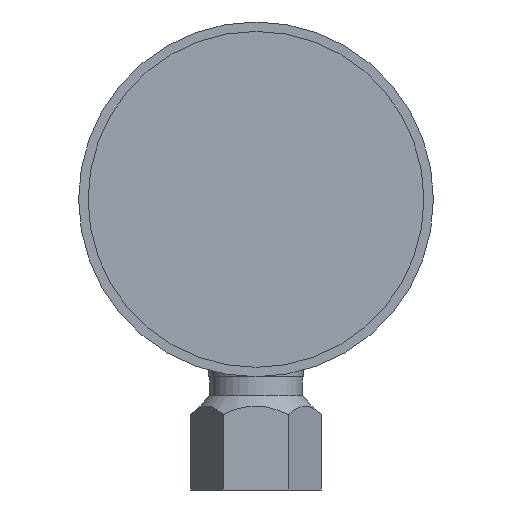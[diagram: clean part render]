
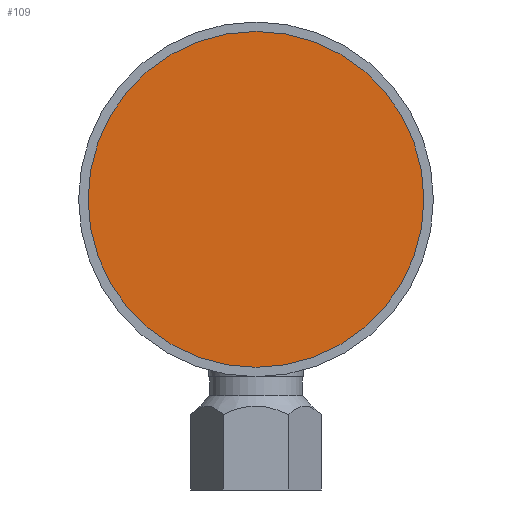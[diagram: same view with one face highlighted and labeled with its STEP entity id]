
A CAD part, front view. The second image highlights one B-rep face of the part: STEP entity #109.
In plain terms, the highlighted planar face has unit normal (0, -1, 0).
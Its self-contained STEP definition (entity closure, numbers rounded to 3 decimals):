
#109 = ADVANCED_FACE( '', ( #229 ), #230, .F. );
#229 = FACE_OUTER_BOUND( '', #343, .T. );
#230 = PLANE( '', #344 );
#343 = EDGE_LOOP( '', ( #523 ) );
#344 = AXIS2_PLACEMENT_3D( '', #524, #525, #526 );
#523 = ORIENTED_EDGE( '', *, *, #586, .F. );
#524 = CARTESIAN_POINT( '', ( 0., -71.5, 0. ) );
#525 = DIRECTION( '', ( 0., 1., 0. ) );
#526 = DIRECTION( '', ( 0., 0., 1. ) );
#586 = EDGE_CURVE( '', #677, #677, #678, .T. );
#677 = VERTEX_POINT( '', #942 );
#678 = CIRCLE( '', #943, 44.5 );
#942 = CARTESIAN_POINT( '', ( 44.5, -71.5, 0. ) );
#943 = AXIS2_PLACEMENT_3D( '', #1019, #1020, #1021 );
#1019 = CARTESIAN_POINT( '', ( 0., -71.5, 0. ) );
#1020 = DIRECTION( '', ( 0., 1., 0. ) );
#1021 = DIRECTION( '', ( 1., 0., 0. ) );
